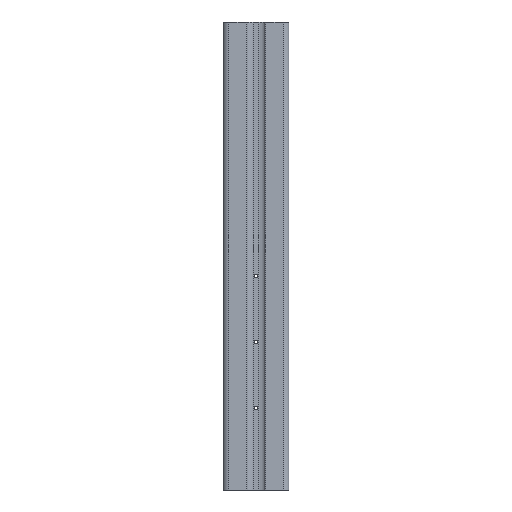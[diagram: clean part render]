
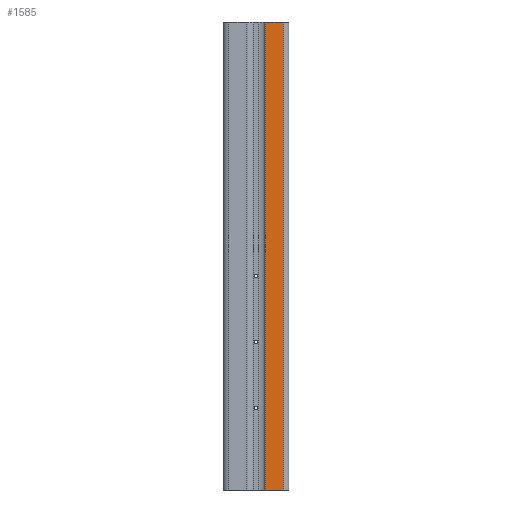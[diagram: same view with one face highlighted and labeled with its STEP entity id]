
A CAD part, front view. The second image highlights one B-rep face of the part: STEP entity #1585.
In plain terms, the highlighted planar face has unit normal (0, -1, 0).
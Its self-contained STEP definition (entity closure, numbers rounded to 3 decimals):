
#34=PLANE('',#1725);
#79=FACE_OUTER_BOUND('',#161,.T.);
#161=EDGE_LOOP('',(#1155,#1156,#1157,#1158));
#282=LINE('',#2641,#433);
#301=LINE('',#2717,#452);
#303=LINE('',#2723,#454);
#304=LINE('',#2724,#455);
#433=VECTOR('',#1924,10.);
#452=VECTOR('',#1983,1000.);
#454=VECTOR('',#1989,1000.);
#455=VECTOR('',#1990,1000.);
#694=VERTEX_POINT('',#2638);
#695=VERTEX_POINT('',#2640);
#732=VERTEX_POINT('',#2716);
#734=VERTEX_POINT('',#2722);
#864=EDGE_CURVE('',#695,#694,#282,.T.);
#902=EDGE_CURVE('',#732,#695,#301,.T.);
#905=EDGE_CURVE('',#734,#694,#303,.T.);
#906=EDGE_CURVE('',#732,#734,#304,.T.);
#1155=ORIENTED_EDGE('',*,*,#864,.T.);
#1156=ORIENTED_EDGE('',*,*,#905,.F.);
#1157=ORIENTED_EDGE('',*,*,#906,.F.);
#1158=ORIENTED_EDGE('',*,*,#902,.T.);
#1585=ADVANCED_FACE('',(#79),#34,.F.);
#1725=AXIS2_PLACEMENT_3D('',#2721,#1987,#1988);
#1924=DIRECTION('',(1.,0.,0.));
#1983=DIRECTION('',(0.,0.,-1.));
#1987=DIRECTION('center_axis',(0.,1.,0.));
#1988=DIRECTION('ref_axis',(-1.,0.,0.));
#1989=DIRECTION('',(0.,0.,-1.));
#1990=DIRECTION('',(1.,0.,0.));
#2638=CARTESIAN_POINT('',(8.25,-10.,162.479));
#2640=CARTESIAN_POINT('',(3.,-10.,162.479));
#2641=CARTESIAN_POINT('',(6.5,-10.,162.479));
#2716=CARTESIAN_POINT('',(3.,-10.,304.8));
#2717=CARTESIAN_POINT('',(3.,-10.,304.8));
#2721=CARTESIAN_POINT('Origin',(3.,-10.,304.8));
#2722=CARTESIAN_POINT('',(8.25,-10.,304.8));
#2723=CARTESIAN_POINT('',(8.25,-10.,304.8));
#2724=CARTESIAN_POINT('',(3.,-10.,304.8));
